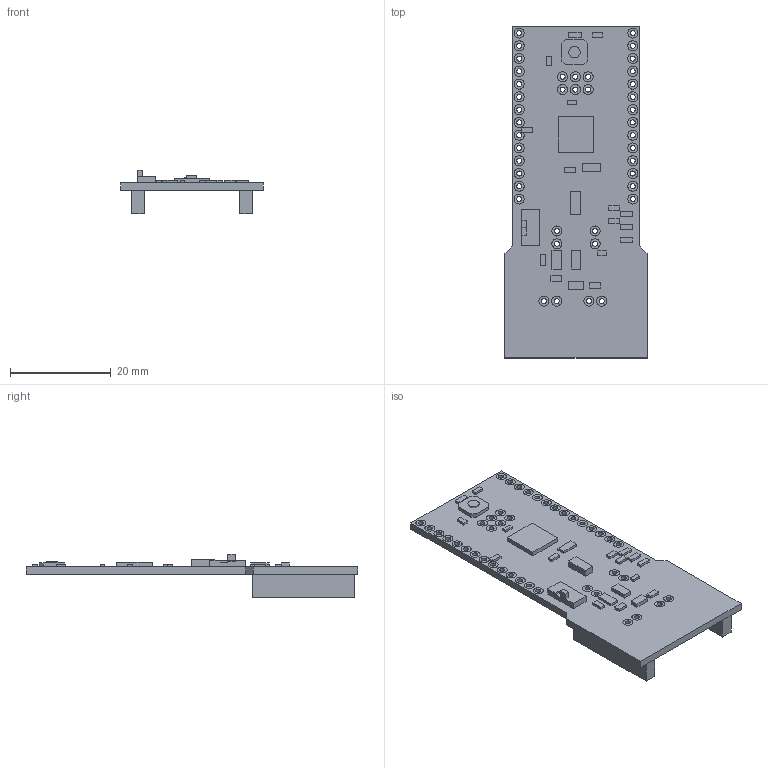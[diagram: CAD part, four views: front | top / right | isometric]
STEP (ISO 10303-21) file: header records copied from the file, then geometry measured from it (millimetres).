
FILE_DESCRIPTION(/* description */ (''),/* implementation_level */ '2;1');
FILE_NAME(/* name */ 'arduino_fio.stp',/* time_stamp */ '2014-09-09T01:35:57-07:00',/* author */ (''),/* organization */ (''),/* preprocessor_version */ 'ST-DEVELOPER v15',/* originating_system */ 'SIEMENS PLM Software NX 9.0',/* authorisation */ '');
FILE_SCHEMA (('AUTOMOTIVE_DESIGN { 1 0 10303 214 3 1 1 1 }'));
Length unit declared in the file: millimetre
Products named in the file (1): arduino_fio
Bounding box: 28.25 x 66.04 x 8.74 mm (x, y, z)
Volume: 3124.1 mm3; surface area: 5250.7 mm2
Topology: 28 solids, 28 shells, 463 faces, 1015 edges, 692 vertices
Faces by surface type: plane 420, cylinder 43
Full cylindrical faces by diameter (mm): 1 x42, 2.252 x1
Entity records: 13057 total; most frequent: CARTESIAN_POINT 2044, DIRECTION 2028, ORIENTED_EDGE 1860, EDGE_CURVE 930, LINE 760, VECTOR 760, EDGE_LOOP 714, VERTEX_POINT 650
